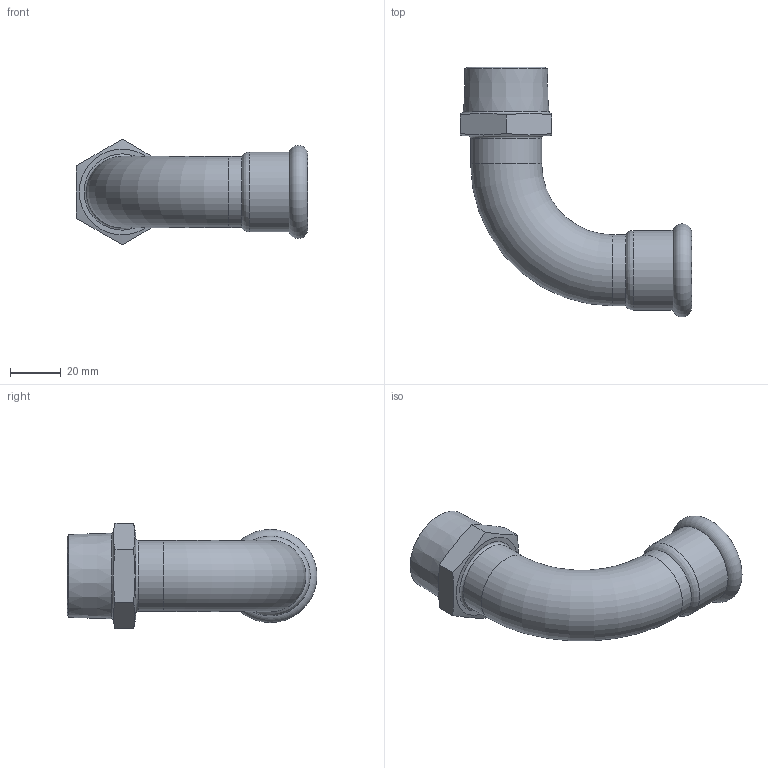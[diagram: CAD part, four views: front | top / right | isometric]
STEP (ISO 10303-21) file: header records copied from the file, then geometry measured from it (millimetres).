
FILE_DESCRIPTION(/* description */ ('Curva 90° Maschio-Femmina 1"x28 Inox'),/* implementation_level */ '2;1');
FILE_NAME(/* name */ '186100028_Inoxpres.stp',/* time_stamp */ '2022-10-11T15:37:58+02:00',/* author */ ('Vault'),/* organization */ ('Raccorderie metalliche s.p.a. '),/* preprocessor_version */ 'ST-DEVELOPER v18.1',/* originating_system */ 'Autodesk Inventor 2020',/* authorisation */ 'Raccorderie metalliche s.p.a. ');
FILE_SCHEMA (('AUTOMOTIVE_DESIGN { 1 0 10303 214 3 1 1 }'));
Length unit declared in the file: millimetre
Products named in the file (1): 186100028_Inoxpres
Bounding box: 91 x 98.34 x 41.57 mm (x, y, z)
Volume: 27586.1 mm3; surface area: 25022.1 mm2
Topology: 1 solids, 1 shells, 31 faces, 101 edges, 72 vertices
Faces by surface type: torus 9, cylinder 8, plane 8, cone 6
Full cylindrical faces by diameter (mm): 25 x2, 28 x2, 28.4 x1, 28.8 x2, 31.4 x1
Entity records: 1209 total; most frequent: CARTESIAN_POINT 229, DIRECTION 222, ORIENTED_EDGE 202, EDGE_CURVE 101, AXIS2_PLACEMENT_3D 101, VERTEX_POINT 72, CIRCLE 69, EDGE_LOOP 33
